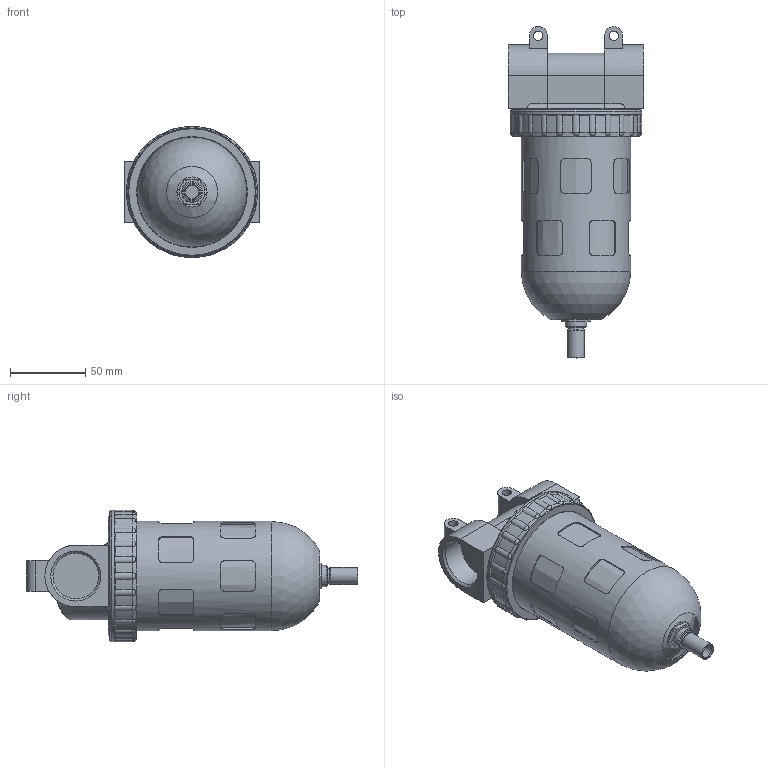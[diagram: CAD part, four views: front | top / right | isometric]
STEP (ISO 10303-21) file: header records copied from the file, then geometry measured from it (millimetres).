
FILE_DESCRIPTION( ( 'STEP AP203' ), '1' );
FILE_NAME( '9_1135_00_103_0_2_03.stp', ' ', ( ' ' ), ( ' ' ), 'PSStep 15.0.47', 'PARTsolutions', ' ' );
FILE_SCHEMA( ( 'CONFIG_CONTROL_DESIGN' ) );
Length unit declared in the file: millimetre
Products named in the file (4): 9.1135.00.103.0; _650 E/S-VA-1; _650 E/S-VA0-3; _SK 03-4
Assembly tree (3 placements, depth 2):
  9.1135.00.103.0
    _650 E/S-VA-1
    _650 E/S-VA0-3
    _SK 03-4
Bounding box: 90 x 220 x 87 mm (x, y, z)
Volume: 648092 mm3; surface area: 109476.9 mm2
Topology: 3 solids, 3 shells, 285 faces, 726 edges, 453 vertices
Faces by surface type: cylinder 122, plane 93, cone 39, sphere 26, torus 4, bspline 1
Full cylindrical faces by diameter (mm): 6.2 x2, 8.566 x1, 9.728 x1, 11.3 x1, 14 x1, 20 x1, 30.291 x2, 34 x1, 70.5 x1, 72.5 x1, 72.584 x1, 80 x1, 87 x1
Entity records: 10935 total; most frequent: CARTESIAN_POINT 4277, ORIENTED_EDGE 1366, DIRECTION 1289, EDGE_CURVE 683, AXIS2_PLACEMENT_3D 509, VERTEX_POINT 443, EDGE_LOOP 354, FACE_OUTER_BOUND 307
